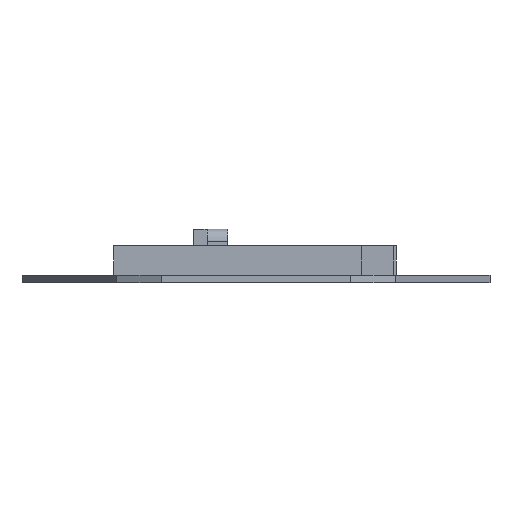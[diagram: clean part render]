
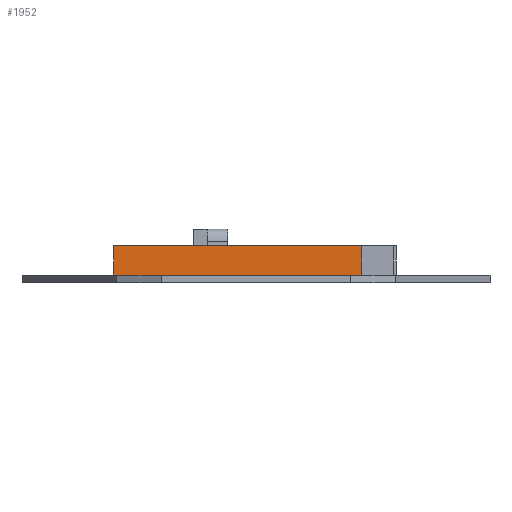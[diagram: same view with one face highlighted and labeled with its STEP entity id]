
A CAD part, left-side view. The second image highlights one B-rep face of the part: STEP entity #1952.
In plain terms, the highlighted planar face has unit normal (-1, 0, 0).
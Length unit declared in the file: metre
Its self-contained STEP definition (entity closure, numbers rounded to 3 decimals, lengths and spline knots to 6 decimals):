
#591=ORIENTED_EDGE('',*,*,#634,.T.);
#592=ORIENTED_EDGE('',*,*,#846,.F.);
#593=ORIENTED_EDGE('',*,*,#847,.F.);
#594=ORIENTED_EDGE('',*,*,#844,.T.);
#634=EDGE_CURVE('',#869,#868,#1054,.T.);
#844=EDGE_CURVE('',#1036,#869,#1170,.T.);
#846=EDGE_CURVE('',#1037,#868,#1172,.T.);
#847=EDGE_CURVE('',#1036,#1037,#1173,.T.);
#868=VERTEX_POINT('',#2724);
#869=VERTEX_POINT('',#2726);
#1036=VERTEX_POINT('',#3195);
#1037=VERTEX_POINT('',#3199);
#1054=LINE('',#2725,#1194);
#1170=LINE('',#3194,#1310);
#1172=LINE('',#3198,#1312);
#1173=LINE('',#3200,#1313);
#1194=VECTOR('',#2184,1.);
#1310=VECTOR('',#2672,1.);
#1312=VECTOR('',#2676,1.);
#1313=VECTOR('',#2677,1.);
#1557=EDGE_LOOP('',(#591,#592,#593,#594));
#1799=FACE_BOUND('',#1557,.T.);
#1852=PLANE('',#2159);
#1952=ADVANCED_FACE('',(#1799),#1852,.F.);
#2159=AXIS2_PLACEMENT_3D('',#3197,#2674,#2675);
#2184=DIRECTION('',(0.,-1.,0.));
#2672=DIRECTION('',(0.,0.,-1.));
#2674=DIRECTION('',(1.,0.,0.));
#2675=DIRECTION('',(0.,1.,0.));
#2676=DIRECTION('',(0.,0.,-1.));
#2677=DIRECTION('',(0.,-1.,0.));
#2724=CARTESIAN_POINT('',(0.023334,0.024491,0.003));
#2725=CARTESIAN_POINT('',(0.023334,0.071748,0.003));
#2726=CARTESIAN_POINT('',(0.023334,0.121005,0.003));
#3194=CARTESIAN_POINT('',(0.023334,0.121005,0.0145));
#3195=CARTESIAN_POINT('',(0.023334,0.121005,0.0145));
#3197=CARTESIAN_POINT('',(0.023334,0.071748,0.0145));
#3198=CARTESIAN_POINT('',(0.023334,0.024491,0.0145));
#3199=CARTESIAN_POINT('',(0.023334,0.024491,0.0145));
#3200=CARTESIAN_POINT('',(0.023334,0.071748,0.0145));
